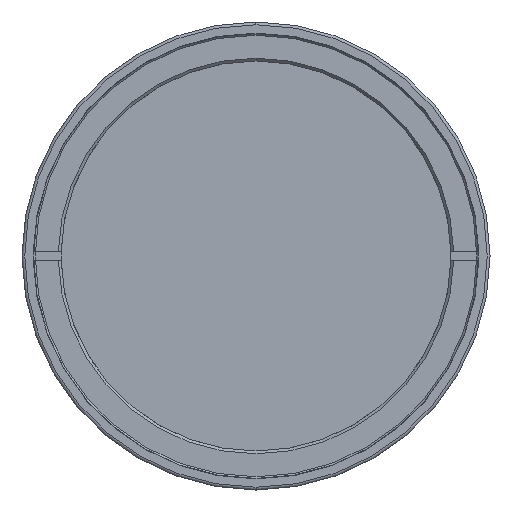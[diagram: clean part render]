
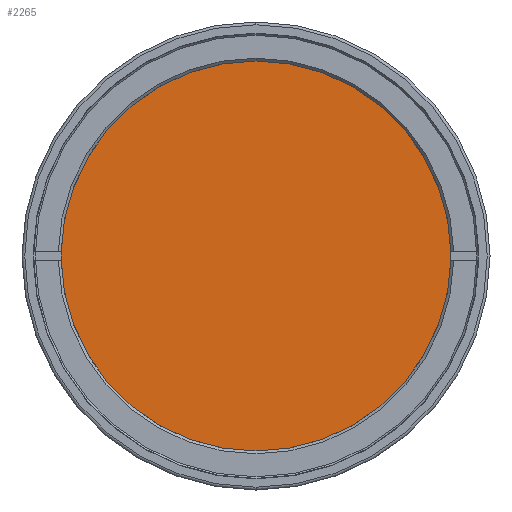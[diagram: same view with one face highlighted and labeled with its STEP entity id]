
A CAD part, left-side view. The second image highlights one B-rep face of the part: STEP entity #2265.
In plain terms, the highlighted planar face has unit normal (-1, 0, 0).
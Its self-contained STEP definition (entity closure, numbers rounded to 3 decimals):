
#400 = DIRECTION ( 'NONE',  ( 1., 0., 0. ) ) ;
#451 = CIRCLE ( 'NONE', #18758, 36.3 ) ;
#761 = CIRCLE ( 'NONE', #15834, 36.3 ) ;
#1269 = VECTOR ( 'NONE', #39016, 1000. ) ;
#2186 = EDGE_CURVE ( 'NONE', #12914, #17406, #451, .T. ) ;
#2265 = ADVANCED_FACE ( 'NONE', ( #37791, #13104 ), #31994, .T. ) ;
#2480 = EDGE_LOOP ( 'NONE', ( #24977, #29752 ) ) ;
#6148 = DIRECTION ( 'NONE',  ( -1., 0., 0. ) ) ;
#7912 = CARTESIAN_POINT ( 'NONE',  ( 0., 0., -36.3 ) ) ;
#8473 = VECTOR ( 'NONE', #8996, 1000. ) ;
#8691 = VERTEX_POINT ( 'NONE', #35570 ) ;
#8996 = DIRECTION ( 'NONE',  ( 0., -1., 0. ) ) ;
#9217 = CARTESIAN_POINT ( 'NONE',  ( 0., 36.3, 0. ) ) ;
#9851 = VERTEX_POINT ( 'NONE', #14788 ) ;
#9913 = ORIENTED_EDGE ( 'NONE', *, *, #31563, .F. ) ;
#10248 = CARTESIAN_POINT ( 'NONE',  ( 0., -35., 0. ) ) ;
#11645 = CARTESIAN_POINT ( 'NONE',  ( 0., 35., 0. ) ) ;
#11719 = EDGE_CURVE ( 'NONE', #9851, #29488, #30755, .T. ) ;
#12036 = VERTEX_POINT ( 'NONE', #22458 ) ;
#12503 = DIRECTION ( 'NONE',  ( 0., 0., -1. ) ) ;
#12914 = VERTEX_POINT ( 'NONE', #7912 ) ;
#13104 = FACE_BOUND ( 'NONE', #30299, .T. ) ;
#14125 = LINE ( 'NONE', #11645, #1269 ) ;
#14788 = CARTESIAN_POINT ( 'NONE',  ( 0., 35., 0. ) ) ;
#15377 = ORIENTED_EDGE ( 'NONE', *, *, #22076, .F. ) ;
#15834 = AXIS2_PLACEMENT_3D ( 'NONE', #16079, #28597, #16278 ) ;
#16079 = CARTESIAN_POINT ( 'NONE',  ( 0., 0., 0. ) ) ;
#16278 = DIRECTION ( 'NONE',  ( 0., 0., -1. ) ) ;
#16401 = LINE ( 'NONE', #31616, #31040 ) ;
#17406 = VERTEX_POINT ( 'NONE', #19809 ) ;
#18649 = DIRECTION ( 'NONE',  ( 0., 0., 1. ) ) ;
#18758 = AXIS2_PLACEMENT_3D ( 'NONE', #25024, #400, #12503 ) ;
#19619 = CARTESIAN_POINT ( 'NONE',  ( 0., 35., 0. ) ) ;
#19809 = CARTESIAN_POINT ( 'NONE',  ( 0., 0., 36.3 ) ) ;
#20857 = ORIENTED_EDGE ( 'NONE', *, *, #11719, .T. ) ;
#22076 = EDGE_CURVE ( 'NONE', #8691, #29488, #16401, .T. ) ;
#22458 = CARTESIAN_POINT ( 'NONE',  ( 0., 35., 0. ) ) ;
#24977 = ORIENTED_EDGE ( 'NONE', *, *, #2186, .F. ) ;
#25024 = CARTESIAN_POINT ( 'NONE',  ( 0., 0., 0. ) ) ;
#25592 = LINE ( 'NONE', #19619, #29524 ) ;
#27667 = CARTESIAN_POINT ( 'NONE',  ( 0., 35., 0. ) ) ;
#28597 = DIRECTION ( 'NONE',  ( 1., 0., 0. ) ) ;
#28612 = EDGE_CURVE ( 'NONE', #12036, #9851, #25592, .T. ) ;
#29196 = ORIENTED_EDGE ( 'NONE', *, *, #28612, .T. ) ;
#29488 = VERTEX_POINT ( 'NONE', #10248 ) ;
#29524 = VECTOR ( 'NONE', #40278, 1000. ) ;
#29752 = ORIENTED_EDGE ( 'NONE', *, *, #39458, .F. ) ;
#30299 = EDGE_LOOP ( 'NONE', ( #15377, #9913, #29196, #20857 ) ) ;
#30755 = LINE ( 'NONE', #27667, #8473 ) ;
#31040 = VECTOR ( 'NONE', #35113, 1000. ) ;
#31563 = EDGE_CURVE ( 'NONE', #12036, #8691, #14125, .T. ) ;
#31616 = CARTESIAN_POINT ( 'NONE',  ( 0., -35., 0. ) ) ;
#31994 = PLANE ( 'NONE',  #36500 ) ;
#35113 = DIRECTION ( 'NONE',  ( 0., 0., 1. ) ) ;
#35570 = CARTESIAN_POINT ( 'NONE',  ( 0., -35., 0. ) ) ;
#36500 = AXIS2_PLACEMENT_3D ( 'NONE', #9217, #6148, #18649 ) ;
#37791 = FACE_OUTER_BOUND ( 'NONE', #2480, .T. ) ;
#39016 = DIRECTION ( 'NONE',  ( 0., -1., 0. ) ) ;
#39458 = EDGE_CURVE ( 'NONE', #17406, #12914, #761, .T. ) ;
#40278 = DIRECTION ( 'NONE',  ( 0., 0., 1. ) ) ;
